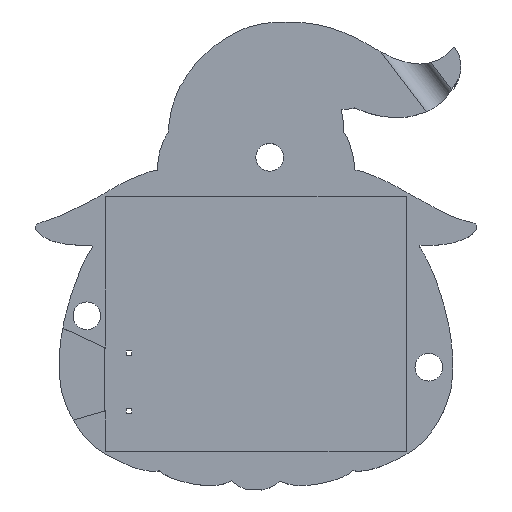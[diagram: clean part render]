
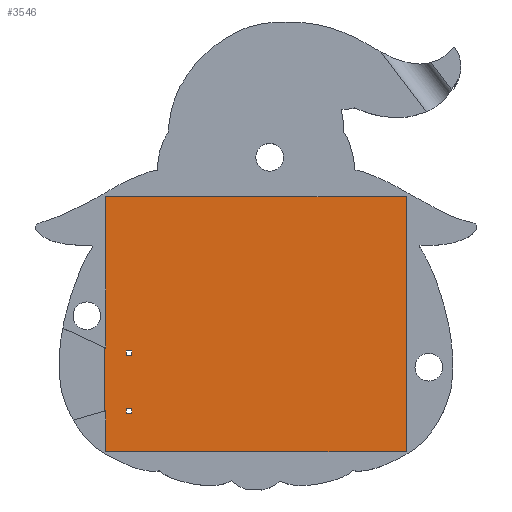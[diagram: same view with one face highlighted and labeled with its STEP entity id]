
A CAD part, top view. The second image highlights one B-rep face of the part: STEP entity #3546.
In plain terms, the highlighted planar face has unit normal (0, 0, 1).
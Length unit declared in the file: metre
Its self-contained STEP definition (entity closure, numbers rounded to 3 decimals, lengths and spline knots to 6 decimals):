
#106=LINE('',#5165,#503);
#110=LINE('',#5173,#507);
#113=LINE('',#5179,#510);
#115=LINE('',#5182,#512);
#118=LINE('',#5189,#515);
#122=LINE('',#5197,#519);
#125=LINE('',#5203,#522);
#127=LINE('',#5206,#524);
#130=LINE('',#5217,#527);
#131=LINE('',#5220,#528);
#132=LINE('',#5222,#529);
#133=LINE('',#5224,#530);
#134=LINE('',#5226,#531);
#135=LINE('',#5228,#532);
#136=LINE('',#5230,#533);
#137=LINE('',#5232,#534);
#138=LINE('',#5234,#535);
#139=LINE('',#5236,#536);
#503=VECTOR('',#4095,1.);
#507=VECTOR('',#4101,1.);
#510=VECTOR('',#4106,1.);
#512=VECTOR('',#4110,1.);
#515=VECTOR('',#4115,1.);
#519=VECTOR('',#4121,1.);
#522=VECTOR('',#4126,1.);
#524=VECTOR('',#4130,1.);
#527=VECTOR('',#4141,1.);
#528=VECTOR('',#4142,1.);
#529=VECTOR('',#4143,1.);
#530=VECTOR('',#4144,1.);
#531=VECTOR('',#4145,1.);
#532=VECTOR('',#4146,1.);
#533=VECTOR('',#4147,1.);
#534=VECTOR('',#4148,1.);
#535=VECTOR('',#4149,1.);
#536=VECTOR('',#4150,1.);
#939=ORIENTED_EDGE('',*,*,#2021,.F.);
#940=ORIENTED_EDGE('',*,*,#2022,.T.);
#941=ORIENTED_EDGE('',*,*,#2023,.T.);
#942=ORIENTED_EDGE('',*,*,#2024,.T.);
#943=ORIENTED_EDGE('',*,*,#2025,.F.);
#944=ORIENTED_EDGE('',*,*,#2026,.F.);
#945=ORIENTED_EDGE('',*,*,#2027,.T.);
#946=ORIENTED_EDGE('',*,*,#2028,.T.);
#947=ORIENTED_EDGE('',*,*,#2029,.F.);
#948=ORIENTED_EDGE('',*,*,#2030,.T.);
#949=ORIENTED_EDGE('',*,*,#2016,.T.);
#950=ORIENTED_EDGE('',*,*,#2007,.T.);
#951=ORIENTED_EDGE('',*,*,#2011,.F.);
#952=ORIENTED_EDGE('',*,*,#2014,.F.);
#953=ORIENTED_EDGE('',*,*,#2004,.T.);
#954=ORIENTED_EDGE('',*,*,#1995,.T.);
#955=ORIENTED_EDGE('',*,*,#1999,.F.);
#956=ORIENTED_EDGE('',*,*,#2002,.F.);
#1995=EDGE_CURVE('',#2541,#2540,#106,.T.);
#1999=EDGE_CURVE('',#2543,#2540,#110,.T.);
#2002=EDGE_CURVE('',#2545,#2543,#113,.T.);
#2004=EDGE_CURVE('',#2545,#2541,#115,.T.);
#2007=EDGE_CURVE('',#2549,#2548,#118,.T.);
#2011=EDGE_CURVE('',#2551,#2548,#122,.T.);
#2014=EDGE_CURVE('',#2553,#2551,#125,.T.);
#2016=EDGE_CURVE('',#2553,#2549,#127,.T.);
#2021=EDGE_CURVE('',#2558,#2559,#130,.T.);
#2022=EDGE_CURVE('',#2558,#2560,#131,.T.);
#2023=EDGE_CURVE('',#2560,#2561,#132,.T.);
#2024=EDGE_CURVE('',#2561,#2562,#133,.T.);
#2025=EDGE_CURVE('',#2563,#2562,#134,.T.);
#2026=EDGE_CURVE('',#2564,#2563,#135,.T.);
#2027=EDGE_CURVE('',#2564,#2565,#136,.T.);
#2028=EDGE_CURVE('',#2565,#2566,#137,.T.);
#2029=EDGE_CURVE('',#2567,#2566,#138,.T.);
#2030=EDGE_CURVE('',#2567,#2559,#139,.T.);
#2540=VERTEX_POINT('',#5164);
#2541=VERTEX_POINT('',#5166);
#2543=VERTEX_POINT('',#5172);
#2545=VERTEX_POINT('',#5178);
#2548=VERTEX_POINT('',#5188);
#2549=VERTEX_POINT('',#5190);
#2551=VERTEX_POINT('',#5196);
#2553=VERTEX_POINT('',#5202);
#2558=VERTEX_POINT('',#5218);
#2559=VERTEX_POINT('',#5219);
#2560=VERTEX_POINT('',#5221);
#2561=VERTEX_POINT('',#5223);
#2562=VERTEX_POINT('',#5225);
#2563=VERTEX_POINT('',#5227);
#2564=VERTEX_POINT('',#5229);
#2565=VERTEX_POINT('',#5231);
#2566=VERTEX_POINT('',#5233);
#2567=VERTEX_POINT('',#5235);
#3035=EDGE_LOOP('',(#939,#940,#941,#942,#943,#944,#945,#946,#947,#948));
#3036=EDGE_LOOP('',(#949,#950,#951,#952));
#3037=EDGE_LOOP('',(#953,#954,#955,#956));
#3233=FACE_BOUND('',#3035,.T.);
#3234=FACE_BOUND('',#3036,.T.);
#3235=FACE_BOUND('',#3037,.T.);
#3430=PLANE('',#3751);
#3546=ADVANCED_FACE('',(#3233,#3234,#3235),#3430,.F.);
#3751=AXIS2_PLACEMENT_3D('',#5216,#4139,#4140);
#4095=DIRECTION('',(0.,-1.,0.));
#4101=DIRECTION('',(1.,0.,0.));
#4106=DIRECTION('',(0.,-1.,0.));
#4110=DIRECTION('',(1.,0.,0.));
#4115=DIRECTION('',(0.,-1.,0.));
#4121=DIRECTION('',(1.,0.,0.));
#4126=DIRECTION('',(0.,-1.,0.));
#4130=DIRECTION('',(1.,0.,0.));
#4139=DIRECTION('',(0.,0.,-1.));
#4140=DIRECTION('',(1.,0.,0.));
#4141=DIRECTION('',(-0.961,-0.276,0.));
#4142=DIRECTION('',(0.,-1.,0.));
#4143=DIRECTION('',(1.,0.,0.));
#4144=DIRECTION('',(0.,1.,0.));
#4145=DIRECTION('',(1.,0.,0.));
#4146=DIRECTION('',(0.,1.,0.));
#4147=DIRECTION('',(-1.,0.,0.));
#4148=DIRECTION('',(0.,-1.,0.));
#4149=DIRECTION('',(0.905,-0.425,0.));
#4150=DIRECTION('',(0.,-1.,0.));
#5164=CARTESIAN_POINT('',(0.0056,-0.05675,-0.0051));
#5165=CARTESIAN_POINT('',(0.0056,-0.05625,-0.0051));
#5166=CARTESIAN_POINT('',(0.0056,-0.05575,-0.0051));
#5172=CARTESIAN_POINT('',(0.0044,-0.05675,-0.0051));
#5173=CARTESIAN_POINT('',(0.005,-0.05675,-0.0051));
#5178=CARTESIAN_POINT('',(0.0044,-0.05575,-0.0051));
#5179=CARTESIAN_POINT('',(0.0044,-0.05625,-0.0051));
#5182=CARTESIAN_POINT('',(0.005,-0.05575,-0.0051));
#5188=CARTESIAN_POINT('',(0.0056,-0.04425,-0.0051));
#5189=CARTESIAN_POINT('',(0.0056,-0.04375,-0.0051));
#5190=CARTESIAN_POINT('',(0.0056,-0.04325,-0.0051));
#5196=CARTESIAN_POINT('',(0.0044,-0.04425,-0.0051));
#5197=CARTESIAN_POINT('',(0.005,-0.04425,-0.0051));
#5202=CARTESIAN_POINT('',(0.0044,-0.04325,-0.0051));
#5203=CARTESIAN_POINT('',(0.0044,-0.04375,-0.0051));
#5206=CARTESIAN_POINT('',(0.005,-0.04325,-0.0051));
#5216=CARTESIAN_POINT('',(0.032445,-0.037445,-0.0051));
#5217=CARTESIAN_POINT('',(-0.003592,-0.05723,-0.0051));
#5218=CARTESIAN_POINT('',(-0.00011,-0.056231,-0.0051));
#5219=CARTESIAN_POINT('',(-0.000349,-0.056299,-0.0051));
#5220=CARTESIAN_POINT('',(-0.00011,-0.052369,-0.0051));
#5221=CARTESIAN_POINT('',(-0.00011,-0.0651,-0.0051));
#5222=CARTESIAN_POINT('',(0.032435,-0.0651,-0.0051));
#5223=CARTESIAN_POINT('',(0.06498,-0.0651,-0.0051));
#5224=CARTESIAN_POINT('',(0.06498,-0.052369,-0.0051));
#5225=CARTESIAN_POINT('',(0.06498,-0.009834,-0.0051));
#5226=CARTESIAN_POINT('',(0.032442,-0.009834,-0.0051));
#5227=CARTESIAN_POINT('',(-0.000097,-0.009834,-0.0051));
#5228=CARTESIAN_POINT('',(-0.000097,-0.024736,-0.0051));
#5229=CARTESIAN_POINT('',(-0.000097,-0.039638,-0.0051));
#5230=CARTESIAN_POINT('',(-0.000104,-0.039638,-0.0051));
#5231=CARTESIAN_POINT('',(-0.00011,-0.039638,-0.0051));
#5232=CARTESIAN_POINT('',(-0.00011,-0.052369,-0.0051));
#5233=CARTESIAN_POINT('',(-0.00011,-0.042656,-0.0051));
#5234=CARTESIAN_POINT('',(-0.00474,-0.040482,-0.0051));
#5235=CARTESIAN_POINT('',(-0.000349,-0.042544,-0.0051));
#5236=CARTESIAN_POINT('',(-0.000349,-0.037445,-0.0051));
